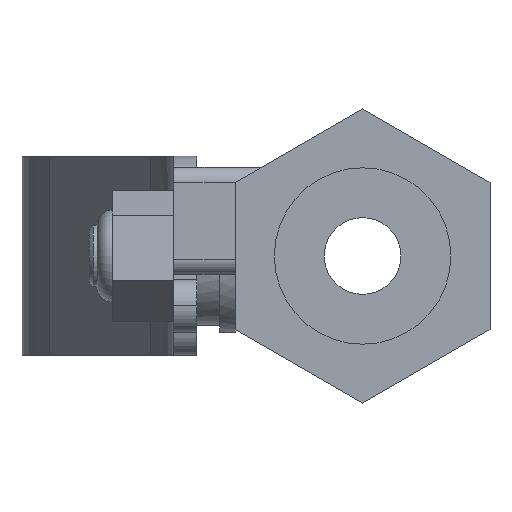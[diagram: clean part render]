
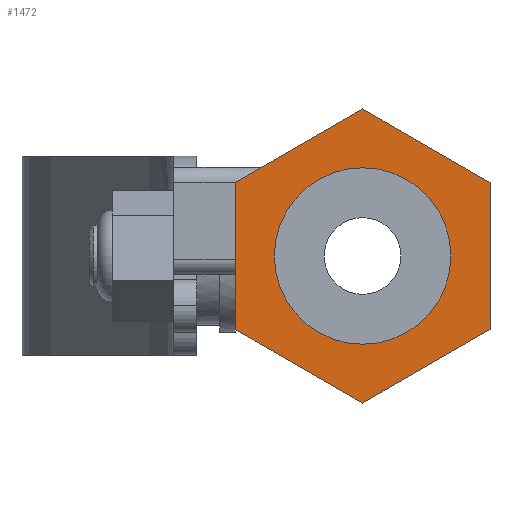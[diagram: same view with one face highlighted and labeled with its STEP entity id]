
A CAD part, left-side view. The second image highlights one B-rep face of the part: STEP entity #1472.
In plain terms, the highlighted planar face has unit normal (-1, 0, 0).
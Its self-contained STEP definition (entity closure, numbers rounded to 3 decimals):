
#43 = DIRECTION ( 'NONE',  ( 0., -0.866, 0.5 ) ) ;
#117 = LINE ( 'NONE', #1812, #753 ) ;
#127 = CARTESIAN_POINT ( 'NONE',  ( -20., 8.3, 4.792 ) ) ;
#164 = CARTESIAN_POINT ( 'NONE',  ( -20., -8.3, 4.792 ) ) ;
#180 = EDGE_CURVE ( 'NONE', #1375, #1841, #729, .T. ) ;
#189 = VECTOR ( 'NONE', #43, 1000. ) ;
#223 = CARTESIAN_POINT ( 'NONE',  ( -20., 0., -9.584 ) ) ;
#245 = CARTESIAN_POINT ( 'NONE',  ( -20., 0., 5.75 ) ) ;
#323 = VERTEX_POINT ( 'NONE', #1881 ) ;
#346 = VECTOR ( 'NONE', #1266, 1000. ) ;
#381 = CARTESIAN_POINT ( 'NONE',  ( -20., -8.3, 4.792 ) ) ;
#391 = ORIENTED_EDGE ( 'NONE', *, *, #1516, .F. ) ;
#395 = CARTESIAN_POINT ( 'NONE',  ( -20., 0., 9.584 ) ) ;
#399 = EDGE_CURVE ( 'NONE', #1095, #323, #2477, .T. ) ;
#427 = CARTESIAN_POINT ( 'NONE',  ( -20., 0., 0. ) ) ;
#482 = VECTOR ( 'NONE', #1078, 1000. ) ;
#547 = ORIENTED_EDGE ( 'NONE', *, *, #180, .F. ) ;
#619 = EDGE_CURVE ( 'NONE', #894, #1679, #117, .T. ) ;
#661 = CIRCLE ( 'NONE', #2598, 5.75 ) ;
#729 = CIRCLE ( 'NONE', #2715, 5.75 ) ;
#734 = ORIENTED_EDGE ( 'NONE', *, *, #1603, .F. ) ;
#753 = VECTOR ( 'NONE', #1607, 1000. ) ;
#765 = CARTESIAN_POINT ( 'NONE',  ( -20., 0., 0. ) ) ;
#808 = VECTOR ( 'NONE', #2559, 1000. ) ;
#843 = VERTEX_POINT ( 'NONE', #1930 ) ;
#894 = VERTEX_POINT ( 'NONE', #1944 ) ;
#1005 = DIRECTION ( 'NONE',  ( 0., 0., -1. ) ) ;
#1078 = DIRECTION ( 'NONE',  ( 0., 0.866, 0.5 ) ) ;
#1095 = VERTEX_POINT ( 'NONE', #164 ) ;
#1103 = ORIENTED_EDGE ( 'NONE', *, *, #1694, .F. ) ;
#1110 = LINE ( 'NONE', #1946, #189 ) ;
#1193 = DIRECTION ( 'NONE',  ( -1., 0., 0. ) ) ;
#1266 = DIRECTION ( 'NONE',  ( 0., 0.866, -0.5 ) ) ;
#1305 = ORIENTED_EDGE ( 'NONE', *, *, #1325, .F. ) ;
#1325 = EDGE_CURVE ( 'NONE', #1754, #1095, #1526, .T. ) ;
#1375 = VERTEX_POINT ( 'NONE', #1775 ) ;
#1441 = LINE ( 'NONE', #1625, #346 ) ;
#1472 = ADVANCED_FACE ( 'NONE', ( #2514, #2703 ), #1880, .F. ) ;
#1497 = ORIENTED_EDGE ( 'NONE', *, *, #2333, .F. ) ;
#1516 = EDGE_CURVE ( 'NONE', #323, #843, #1441, .T. ) ;
#1526 = LINE ( 'NONE', #1719, #808 ) ;
#1528 = ORIENTED_EDGE ( 'NONE', *, *, #619, .F. ) ;
#1603 = EDGE_CURVE ( 'NONE', #1841, #1375, #661, .T. ) ;
#1607 = DIRECTION ( 'NONE',  ( 0., 0., 1. ) ) ;
#1611 = DIRECTION ( 'NONE',  ( -1., 0., 0. ) ) ;
#1625 = CARTESIAN_POINT ( 'NONE',  ( -20., -8.3, -4.792 ) ) ;
#1679 = VERTEX_POINT ( 'NONE', #127 ) ;
#1694 = EDGE_CURVE ( 'NONE', #843, #894, #2119, .T. ) ;
#1719 = CARTESIAN_POINT ( 'NONE',  ( -20., 0., 9.584 ) ) ;
#1754 = VERTEX_POINT ( 'NONE', #395 ) ;
#1775 = CARTESIAN_POINT ( 'NONE',  ( -20., 0., -5.75 ) ) ;
#1799 = AXIS2_PLACEMENT_3D ( 'NONE', #2292, #2499, #1005 ) ;
#1812 = CARTESIAN_POINT ( 'NONE',  ( -20., 8.3, -4.792 ) ) ;
#1841 = VERTEX_POINT ( 'NONE', #245 ) ;
#1880 = PLANE ( 'NONE',  #1799 ) ;
#1881 = CARTESIAN_POINT ( 'NONE',  ( -20., -8.3, -4.792 ) ) ;
#1904 = DIRECTION ( 'NONE',  ( 0., 0., 1. ) ) ;
#1930 = CARTESIAN_POINT ( 'NONE',  ( -20., 0., -9.584 ) ) ;
#1935 = VECTOR ( 'NONE', #2101, 1000. ) ;
#1944 = CARTESIAN_POINT ( 'NONE',  ( -20., 8.3, -4.792 ) ) ;
#1946 = CARTESIAN_POINT ( 'NONE',  ( -20., 8.3, 4.792 ) ) ;
#1955 = EDGE_LOOP ( 'NONE', ( #734, #547 ) ) ;
#2101 = DIRECTION ( 'NONE',  ( 0., 0., -1. ) ) ;
#2116 = EDGE_LOOP ( 'NONE', ( #391, #2575, #1305, #1497, #1528, #1103 ) ) ;
#2119 = LINE ( 'NONE', #223, #482 ) ;
#2292 = CARTESIAN_POINT ( 'NONE',  ( -20., 5.75, 0. ) ) ;
#2333 = EDGE_CURVE ( 'NONE', #1679, #1754, #1110, .T. ) ;
#2477 = LINE ( 'NONE', #381, #1935 ) ;
#2499 = DIRECTION ( 'NONE',  ( 1., 0., 0. ) ) ;
#2514 = FACE_BOUND ( 'NONE', #1955, .T. ) ;
#2559 = DIRECTION ( 'NONE',  ( 0., -0.866, -0.5 ) ) ;
#2575 = ORIENTED_EDGE ( 'NONE', *, *, #399, .F. ) ;
#2598 = AXIS2_PLACEMENT_3D ( 'NONE', #427, #1193, #1904 ) ;
#2676 = DIRECTION ( 'NONE',  ( 0., 0., 1. ) ) ;
#2703 = FACE_OUTER_BOUND ( 'NONE', #2116, .T. ) ;
#2715 = AXIS2_PLACEMENT_3D ( 'NONE', #765, #1611, #2676 ) ;
